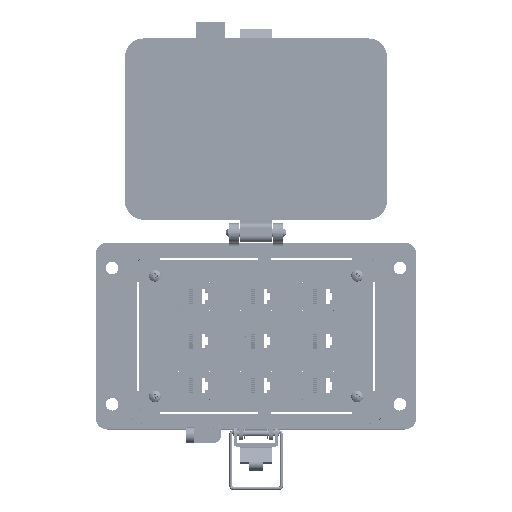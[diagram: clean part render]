
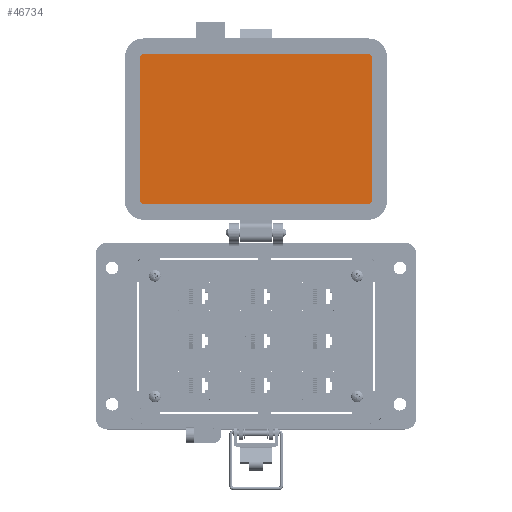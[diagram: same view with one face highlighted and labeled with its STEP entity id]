
A CAD part, top view. The second image highlights one B-rep face of the part: STEP entity #46734.
In plain terms, the highlighted planar face has unit normal (0, 0, 1).
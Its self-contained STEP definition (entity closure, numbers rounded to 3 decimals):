
#311 = CARTESIAN_POINT ( 'NONE',  ( -59.505, 69.55, 8.694 ) ) ;
#973 = DIRECTION ( 'NONE',  ( 0., -1., 0. ) ) ;
#1562 = AXIS2_PLACEMENT_3D ( 'NONE', #12248, #53894, #28955 ) ;
#2726 = VERTEX_POINT ( 'NONE', #28989 ) ;
#3236 = DIRECTION ( 'NONE',  ( 0., -1., 0. ) ) ;
#3279 = EDGE_CURVE ( 'NONE', #21151, #34422, #19370, .T. ) ;
#4511 = CARTESIAN_POINT ( 'NONE',  ( 57.717, 69.55, 8.694 ) ) ;
#5473 = CARTESIAN_POINT ( 'NONE',  ( 57.717, 67.765, 8.694 ) ) ;
#7003 = CARTESIAN_POINT ( 'NONE',  ( 57.717, 145.119, 8.694 ) ) ;
#8016 = AXIS2_PLACEMENT_3D ( 'NONE', #53144, #28181, #3236 ) ;
#8105 = EDGE_CURVE ( 'NONE', #34422, #20774, #44089, .T. ) ;
#8275 = VECTOR ( 'NONE', #52504, 1000. ) ;
#8736 = DIRECTION ( 'NONE',  ( 0., -1., 0. ) ) ;
#8919 = ORIENTED_EDGE ( 'NONE', *, *, #38402, .F. ) ;
#9044 = AXIS2_PLACEMENT_3D ( 'NONE', #50920, #25972, #973 ) ;
#9289 = LINE ( 'NONE', #53032, #52263 ) ;
#9354 = ORIENTED_EDGE ( 'NONE', *, *, #3279, .F. ) ;
#10302 = ORIENTED_EDGE ( 'NONE', *, *, #45213, .F. ) ;
#12248 = CARTESIAN_POINT ( 'NONE',  ( -30.745, 145.119, 8.694 ) ) ;
#12447 = CARTESIAN_POINT ( 'NONE',  ( -57.72, 69.55, 8.694 ) ) ;
#15572 = CARTESIAN_POINT ( 'NONE',  ( 59.502, 69.55, 8.694 ) ) ;
#15661 = CARTESIAN_POINT ( 'NONE',  ( -57.72, 67.765, 8.694 ) ) ;
#16653 = DIRECTION ( 'NONE',  ( 0., -1., 0. ) ) ;
#18279 = FACE_OUTER_BOUND ( 'NONE', #26033, .T. ) ;
#18469 = CARTESIAN_POINT ( 'NONE',  ( 59.502, 69.55, 8.694 ) ) ;
#18932 = ORIENTED_EDGE ( 'NONE', *, *, #29015, .F. ) ;
#19070 = ORIENTED_EDGE ( 'NONE', *, *, #31587, .F. ) ;
#19370 = LINE ( 'NONE', #7003, #8275 ) ;
#19876 = ORIENTED_EDGE ( 'NONE', *, *, #43199, .F. ) ;
#20774 = VERTEX_POINT ( 'NONE', #51997 ) ;
#21151 = VERTEX_POINT ( 'NONE', #21603 ) ;
#21603 = CARTESIAN_POINT ( 'NONE',  ( -57.72, 145.119, 8.694 ) ) ;
#23621 = CARTESIAN_POINT ( 'NONE',  ( 57.717, 145.119, 8.694 ) ) ;
#24135 = DIRECTION ( 'NONE',  ( 0., 1., 0. ) ) ;
#25765 = LINE ( 'NONE', #15661, #27039 ) ;
#25972 = DIRECTION ( 'NONE',  ( 0., 0., -1. ) ) ;
#26033 = EDGE_LOOP ( 'NONE', ( #18932, #10302, #19876, #8919, #34539, #19070, #32315, #9354 ) ) ;
#26263 = LINE ( 'NONE', #15572, #36060 ) ;
#27039 = VECTOR ( 'NONE', #53111, 1000. ) ;
#28181 = DIRECTION ( 'NONE',  ( 0., 0., -1. ) ) ;
#28955 = DIRECTION ( 'NONE',  ( 0., -1., 0. ) ) ;
#28989 = CARTESIAN_POINT ( 'NONE',  ( -57.72, 67.765, 8.694 ) ) ;
#29015 = EDGE_CURVE ( 'NONE', #43835, #21151, #44346, .T. ) ;
#29952 = VERTEX_POINT ( 'NONE', #311 ) ;
#31587 = EDGE_CURVE ( 'NONE', #20774, #33267, #26263, .T. ) ;
#32315 = ORIENTED_EDGE ( 'NONE', *, *, #8105, .F. ) ;
#33267 = VERTEX_POINT ( 'NONE', #18469 ) ;
#33682 = DIRECTION ( 'NONE',  ( 0., 0., -1. ) ) ;
#34422 = VERTEX_POINT ( 'NONE', #23621 ) ;
#34539 = ORIENTED_EDGE ( 'NONE', *, *, #36429, .F. ) ;
#35115 = VERTEX_POINT ( 'NONE', #5473 ) ;
#36060 = VECTOR ( 'NONE', #40500, 1000. ) ;
#36403 = CIRCLE ( 'NONE', #37233, 1.785 ) ;
#36429 = EDGE_CURVE ( 'NONE', #33267, #35115, #36403, .T. ) ;
#37233 = AXIS2_PLACEMENT_3D ( 'NONE', #4511, #33682, #8736 ) ;
#38402 = EDGE_CURVE ( 'NONE', #35115, #2726, #25765, .T. ) ;
#39197 = AXIS2_PLACEMENT_3D ( 'NONE', #12447, #41564, #16653 ) ;
#40500 = DIRECTION ( 'NONE',  ( 0., -1., 0. ) ) ;
#41564 = DIRECTION ( 'NONE',  ( 0., 0., -1. ) ) ;
#43199 = EDGE_CURVE ( 'NONE', #2726, #29952, #46594, .T. ) ;
#43835 = VERTEX_POINT ( 'NONE', #46072 ) ;
#44089 = CIRCLE ( 'NONE', #8016, 1.785 ) ;
#44346 = CIRCLE ( 'NONE', #9044, 1.785 ) ;
#45213 = EDGE_CURVE ( 'NONE', #29952, #43835, #9289, .T. ) ;
#46072 = CARTESIAN_POINT ( 'NONE',  ( -59.505, 143.334, 8.694 ) ) ;
#46594 = CIRCLE ( 'NONE', #39197, 1.785 ) ;
#46734 = ADVANCED_FACE ( 'NONE', ( #18279 ), #49773, .T. ) ;
#49773 = PLANE ( 'NONE',  #1562 ) ;
#50920 = CARTESIAN_POINT ( 'NONE',  ( -57.72, 143.334, 8.694 ) ) ;
#51997 = CARTESIAN_POINT ( 'NONE',  ( 59.502, 143.334, 8.694 ) ) ;
#52263 = VECTOR ( 'NONE', #24135, 1000. ) ;
#52504 = DIRECTION ( 'NONE',  ( 1., 0., 0. ) ) ;
#53032 = CARTESIAN_POINT ( 'NONE',  ( -59.505, 143.334, 8.694 ) ) ;
#53111 = DIRECTION ( 'NONE',  ( -1., 0., 0. ) ) ;
#53144 = CARTESIAN_POINT ( 'NONE',  ( 57.717, 143.334, 8.694 ) ) ;
#53894 = DIRECTION ( 'NONE',  ( 0., 0., 1. ) ) ;
